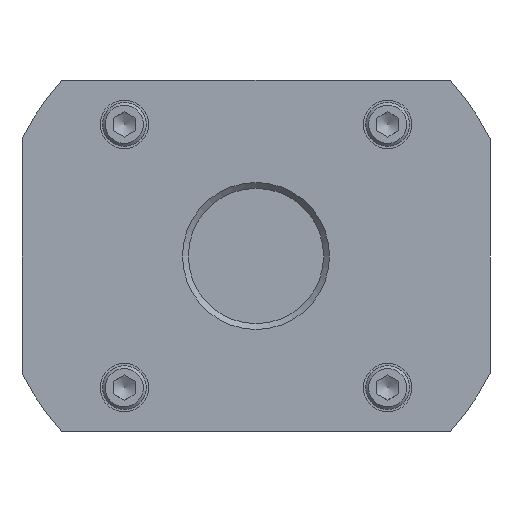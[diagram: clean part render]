
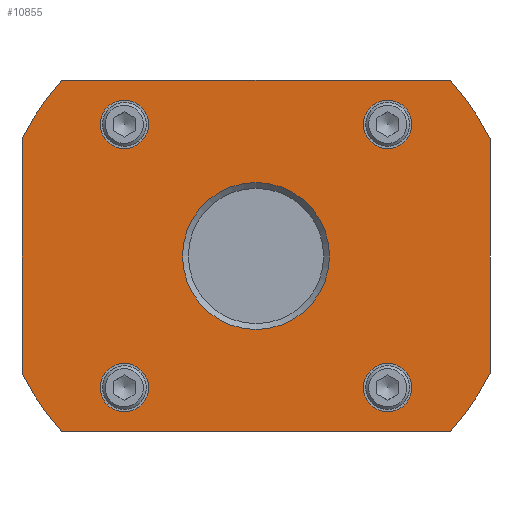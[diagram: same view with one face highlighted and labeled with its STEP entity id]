
A CAD part, front view. The second image highlights one B-rep face of the part: STEP entity #10855.
In plain terms, the highlighted planar face has unit normal (0, -1, 0).
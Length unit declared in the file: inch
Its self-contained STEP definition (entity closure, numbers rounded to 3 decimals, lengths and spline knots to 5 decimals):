
#10312=CARTESIAN_POINT('',(1.66024,0.,1.5));
#10313=VERTEX_POINT('',#10312);
#10320=CARTESIAN_POINT('',(2.,0.,1.0032));
#10321=VERTEX_POINT('',#10320);
#10322=CARTESIAN_POINT('',(0.0,0.0,0.0));
#10323=DIRECTION('',(0.0,1.0,0.0));
#10324=DIRECTION('',(1.0,0.0,0.0));
#10325=AXIS2_PLACEMENT_3D('',#10322,#10323,#10324);
#10326=CIRCLE('',#10325,2.2375);
#10327=EDGE_CURVE('',#10313,#10321,#10326,.T.);
#10344=CARTESIAN_POINT('',(2.,0.,-1.0032));
#10345=VERTEX_POINT('',#10344);
#10352=CARTESIAN_POINT('',(1.66024,0.,-1.5));
#10353=VERTEX_POINT('',#10352);
#10354=CARTESIAN_POINT('',(0.0,0.0,0.0));
#10355=DIRECTION('',(0.0,1.0,0.0));
#10356=DIRECTION('',(1.0,0.0,0.0));
#10357=AXIS2_PLACEMENT_3D('',#10354,#10355,#10356);
#10358=CIRCLE('',#10357,2.2375);
#10359=EDGE_CURVE('',#10345,#10353,#10358,.T.);
#10376=CARTESIAN_POINT('',(-1.66024,0.,-1.5));
#10377=VERTEX_POINT('',#10376);
#10384=CARTESIAN_POINT('',(-2.,0.,-1.0032));
#10385=VERTEX_POINT('',#10384);
#10386=CARTESIAN_POINT('',(0.0,0.0,0.0));
#10387=DIRECTION('',(0.0,1.0,0.0));
#10388=DIRECTION('',(1.0,0.0,0.0));
#10389=AXIS2_PLACEMENT_3D('',#10386,#10387,#10388);
#10390=CIRCLE('',#10389,2.2375);
#10391=EDGE_CURVE('',#10377,#10385,#10390,.T.);
#10408=CARTESIAN_POINT('',(-2.,0.,1.0032));
#10409=VERTEX_POINT('',#10408);
#10416=CARTESIAN_POINT('',(-1.66024,0.,1.5));
#10417=VERTEX_POINT('',#10416);
#10418=CARTESIAN_POINT('',(0.0,0.0,0.0));
#10419=DIRECTION('',(0.0,1.0,0.0));
#10420=DIRECTION('',(1.0,0.0,0.0));
#10421=AXIS2_PLACEMENT_3D('',#10418,#10419,#10420);
#10422=CIRCLE('',#10421,2.2375);
#10423=EDGE_CURVE('',#10409,#10417,#10422,.T.);
#10441=CARTESIAN_POINT('',(-1.66024,0.,1.5));
#10442=DIRECTION('',(1.0,0.0,0.0));
#10443=VECTOR('',#10442,3.32049);
#10444=LINE('',#10441,#10443);
#10445=EDGE_CURVE('',#10417,#10313,#10444,.T.);
#10495=CARTESIAN_POINT('',(-1.3325,0.,1.125));
#10496=VERTEX_POINT('',#10495);
#10497=CARTESIAN_POINT('',(-1.125,0.,1.125));
#10498=DIRECTION('',(0.0,1.0,0.0));
#10499=DIRECTION('',(-1.0,0.0,0.0));
#10500=AXIS2_PLACEMENT_3D('',#10497,#10498,#10499);
#10501=CIRCLE('',#10500,0.2075);
#10502=EDGE_CURVE('',#10496,#10496,#10501,.T.);
#10544=CARTESIAN_POINT('',(0.9175,0.,1.125));
#10545=VERTEX_POINT('',#10544);
#10546=CARTESIAN_POINT('',(1.125,0.,1.125));
#10547=DIRECTION('',(0.0,1.0,0.0));
#10548=DIRECTION('',(-1.0,0.0,0.0));
#10549=AXIS2_PLACEMENT_3D('',#10546,#10547,#10548);
#10550=CIRCLE('',#10549,0.2075);
#10551=EDGE_CURVE('',#10545,#10545,#10550,.T.);
#10593=CARTESIAN_POINT('',(-1.3325,0.,-1.125));
#10594=VERTEX_POINT('',#10593);
#10595=CARTESIAN_POINT('',(-1.125,0.,-1.125));
#10596=DIRECTION('',(0.0,1.0,0.0));
#10597=DIRECTION('',(-1.0,0.0,0.0));
#10598=AXIS2_PLACEMENT_3D('',#10595,#10596,#10597);
#10599=CIRCLE('',#10598,0.2075);
#10600=EDGE_CURVE('',#10594,#10594,#10599,.T.);
#10634=CARTESIAN_POINT('',(0.9175,0.,-1.125));
#10635=VERTEX_POINT('',#10634);
#10636=CARTESIAN_POINT('',(1.125,0.,-1.125));
#10637=DIRECTION('',(0.0,1.0,0.0));
#10638=DIRECTION('',(-1.0,0.0,0.0));
#10639=AXIS2_PLACEMENT_3D('',#10636,#10637,#10638);
#10640=CIRCLE('',#10639,0.2075);
#10641=EDGE_CURVE('',#10635,#10635,#10640,.T.);
#10655=CARTESIAN_POINT('',(2.,0.,1.0032));
#10656=DIRECTION('',(0.0,0.0,-1.0));
#10657=VECTOR('',#10656,2.0064);
#10658=LINE('',#10655,#10657);
#10659=EDGE_CURVE('',#10321,#10345,#10658,.T.);
#10715=CARTESIAN_POINT('',(-2.,0.,-1.0032));
#10716=DIRECTION('',(0.0,0.0,1.0));
#10717=VECTOR('',#10716,2.0064);
#10718=LINE('',#10715,#10717);
#10719=EDGE_CURVE('',#10385,#10409,#10718,.T.);
#10775=CARTESIAN_POINT('',(1.66024,0.,-1.5));
#10776=DIRECTION('',(-1.0,0.0,0.0));
#10777=VECTOR('',#10776,3.32049);
#10778=LINE('',#10775,#10777);
#10779=EDGE_CURVE('',#10353,#10377,#10778,.T.);
#10817=CARTESIAN_POINT('',(0.,0.,0.));
#10818=DIRECTION('',(0.0,1.0,0.0));
#10819=DIRECTION('',(0.0,0.0,-1.0));
#10820=AXIS2_PLACEMENT_3D('',#10817,#10818,#10819);
#10821=PLANE('',#10820);
#10822=ORIENTED_EDGE('',*,*,#10327,.F.);
#10823=ORIENTED_EDGE('',*,*,#10445,.F.);
#10824=ORIENTED_EDGE('',*,*,#10423,.F.);
#10825=ORIENTED_EDGE('',*,*,#10719,.F.);
#10826=ORIENTED_EDGE('',*,*,#10391,.F.);
#10827=ORIENTED_EDGE('',*,*,#10779,.F.);
#10828=ORIENTED_EDGE('',*,*,#10359,.F.);
#10829=ORIENTED_EDGE('',*,*,#10659,.F.);
#10830=EDGE_LOOP('',(#10822,#10823,#10824,#10825,#10826,#10827,#10828,#10829));
#10831=FACE_OUTER_BOUND('',#10830,.T.);
#10832=ORIENTED_EDGE('',*,*,#10502,.T.);
#10833=EDGE_LOOP('',(#10832));
#10834=FACE_BOUND('',#10833,.T.);
#10835=ORIENTED_EDGE('',*,*,#10551,.T.);
#10836=EDGE_LOOP('',(#10835));
#10837=FACE_BOUND('',#10836,.T.);
#10838=ORIENTED_EDGE('',*,*,#10600,.T.);
#10839=EDGE_LOOP('',(#10838));
#10840=FACE_BOUND('',#10839,.T.);
#10841=ORIENTED_EDGE('',*,*,#10641,.T.);
#10842=EDGE_LOOP('',(#10841));
#10843=FACE_BOUND('',#10842,.T.);
#10844=CARTESIAN_POINT('',(-0.62813,0.,0.));
#10845=VERTEX_POINT('',#10844);
#10846=CARTESIAN_POINT('',(0.0,0.0,0.0));
#10847=DIRECTION('',(0.0,-1.0,0.0));
#10848=DIRECTION('',(1.0,0.0,0.0));
#10849=AXIS2_PLACEMENT_3D('',#10846,#10847,#10848);
#10850=CIRCLE('',#10849,0.62813);
#10851=EDGE_CURVE('',#10845,#10845,#10850,.T.);
#10852=ORIENTED_EDGE('',*,*,#10851,.F.);
#10853=EDGE_LOOP('',(#10852));
#10854=FACE_BOUND('',#10853,.T.);
#10855=ADVANCED_FACE('',(#10831,#10834,#10837,#10840,#10843,#10854),#10821,.F.);
